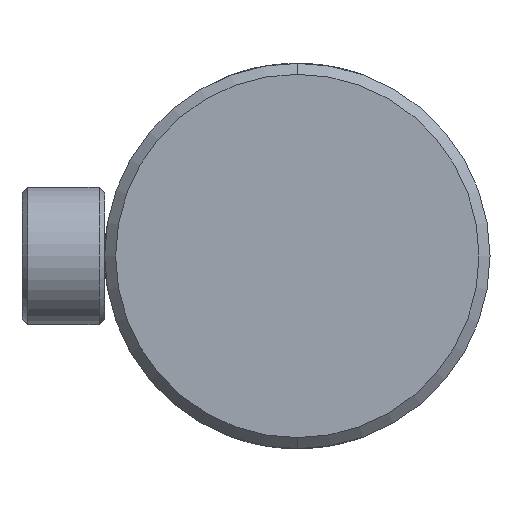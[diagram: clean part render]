
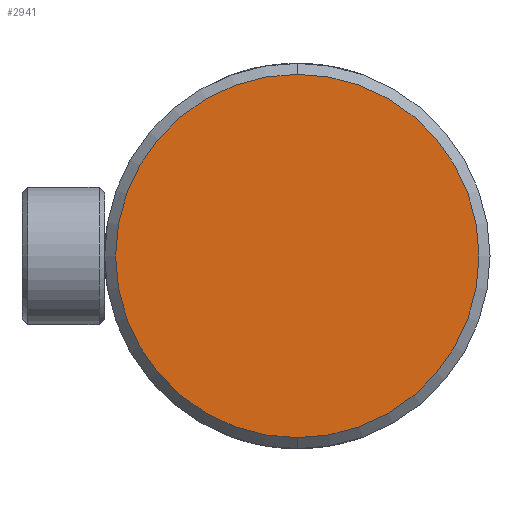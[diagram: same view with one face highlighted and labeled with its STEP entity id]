
A CAD part, left-side view. The second image highlights one B-rep face of the part: STEP entity #2941.
In plain terms, the highlighted planar face has unit normal (-1, 0, 0).
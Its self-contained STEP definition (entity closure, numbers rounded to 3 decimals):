
#71 = DIRECTION ( 'NONE',  ( 0., 0., 1. ) ) ;
#353 = CIRCLE ( 'NONE', #3903, 33. ) ;
#463 = ORIENTED_EDGE ( 'NONE', *, *, #3976, .T. ) ;
#483 = DIRECTION ( 'NONE',  ( 1., 0., 0. ) ) ;
#1113 = CARTESIAN_POINT ( 'NONE',  ( -47., 0., 0. ) ) ;
#1196 = ORIENTED_EDGE ( 'NONE', *, *, #2863, .T. ) ;
#1228 = VERTEX_POINT ( 'NONE', #3553 ) ;
#1670 = DIRECTION ( 'NONE',  ( -1., 0., 0. ) ) ;
#1749 = PLANE ( 'NONE',  #2119 ) ;
#2000 = DIRECTION ( 'NONE',  ( -1., 0., 0. ) ) ;
#2119 = AXIS2_PLACEMENT_3D ( 'NONE', #1113, #483, #2708 ) ;
#2416 = CIRCLE ( 'NONE', #4144, 33. ) ;
#2708 = DIRECTION ( 'NONE',  ( 0., 0., -1. ) ) ;
#2863 = EDGE_CURVE ( 'NONE', #3058, #1228, #2416, .T. ) ;
#2941 = ADVANCED_FACE ( 'NONE', ( #3069 ), #1749, .F. ) ;
#3058 = VERTEX_POINT ( 'NONE', #3083 ) ;
#3069 = FACE_OUTER_BOUND ( 'NONE', #3981, .T. ) ;
#3083 = CARTESIAN_POINT ( 'NONE',  ( -47., 0., 33. ) ) ;
#3553 = CARTESIAN_POINT ( 'NONE',  ( -47., 0., -33. ) ) ;
#3587 = CARTESIAN_POINT ( 'NONE',  ( -47., 0., 0. ) ) ;
#3903 = AXIS2_PLACEMENT_3D ( 'NONE', #3587, #1670, #3931 ) ;
#3931 = DIRECTION ( 'NONE',  ( 0., 0., 1. ) ) ;
#3948 = CARTESIAN_POINT ( 'NONE',  ( -47., 0., 0. ) ) ;
#3976 = EDGE_CURVE ( 'NONE', #1228, #3058, #353, .T. ) ;
#3981 = EDGE_LOOP ( 'NONE', ( #463, #1196 ) ) ;
#4144 = AXIS2_PLACEMENT_3D ( 'NONE', #3948, #2000, #71 ) ;
